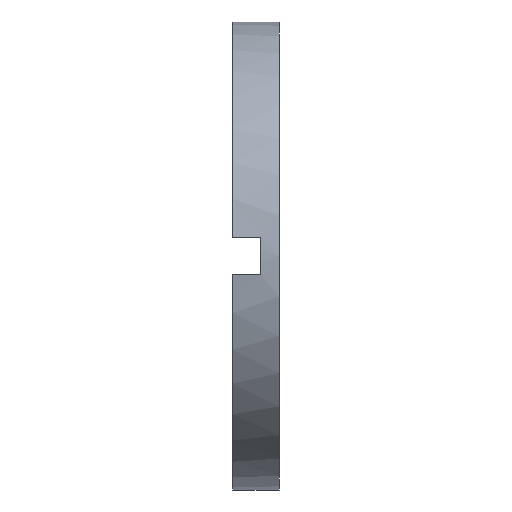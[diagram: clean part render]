
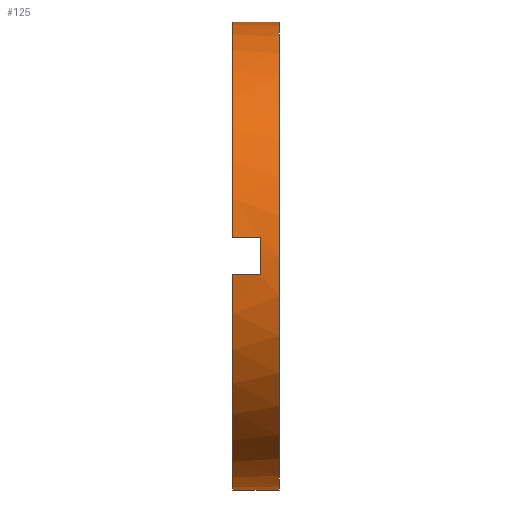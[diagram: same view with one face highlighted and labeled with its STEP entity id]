
A CAD part, left-side view. The second image highlights one B-rep face of the part: STEP entity #125.
In plain terms, the highlighted cylindrical face has radius 12.5 mm (diameter 25 mm), a partial arc.
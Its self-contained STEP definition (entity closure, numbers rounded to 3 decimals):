
#1 = VECTOR ( 'NONE', #190, 1000. ) ;
#12 = AXIS2_PLACEMENT_3D ( 'NONE', #154, #26, #266 ) ;
#17 = VERTEX_POINT ( 'NONE', #180 ) ;
#23 = VECTOR ( 'NONE', #343, 1000. ) ;
#26 = DIRECTION ( 'NONE',  ( 0., 1., 0. ) ) ;
#31 = CARTESIAN_POINT ( 'NONE',  ( 0., -4.464, 12.5 ) ) ;
#34 = CARTESIAN_POINT ( 'NONE',  ( 0., 56.261, 12.5 ) ) ;
#36 = DIRECTION ( 'NONE',  ( 0., 0., 1. ) ) ;
#44 = CARTESIAN_POINT ( 'NONE',  ( 0., -4.464, -12.5 ) ) ;
#55 = ORIENTED_EDGE ( 'NONE', *, *, #88, .T. ) ;
#80 = DIRECTION ( 'NONE',  ( 0., 1., 0. ) ) ;
#81 = CIRCLE ( 'NONE', #217, 12.5 ) ;
#84 = DIRECTION ( 'NONE',  ( 0., 0., 1. ) ) ;
#88 = EDGE_CURVE ( 'NONE', #91, #282, #377, .T. ) ;
#91 = VERTEX_POINT ( 'NONE', #100 ) ;
#97 = VERTEX_POINT ( 'NONE', #369 ) ;
#99 = AXIS2_PLACEMENT_3D ( 'NONE', #420, #123, #84 ) ;
#100 = CARTESIAN_POINT ( 'NONE',  ( -12.46, -1.964, 1. ) ) ;
#108 = ORIENTED_EDGE ( 'NONE', *, *, #364, .F. ) ;
#119 = CARTESIAN_POINT ( 'NONE',  ( 0., -3.464, 0. ) ) ;
#123 = DIRECTION ( 'NONE',  ( 0., 1., 0. ) ) ;
#125 = ADVANCED_FACE ( 'NONE', ( #223 ), #498, .T. ) ;
#130 = LINE ( 'NONE', #158, #439 ) ;
#132 = CIRCLE ( 'NONE', #390, 12.5 ) ;
#154 = CARTESIAN_POINT ( 'NONE',  ( 0., 56.261, 0. ) ) ;
#158 = CARTESIAN_POINT ( 'NONE',  ( 0., 56.261, -12.5 ) ) ;
#160 = DIRECTION ( 'NONE',  ( 0., 0., 1. ) ) ;
#164 = VECTOR ( 'NONE', #80, 1000. ) ;
#180 = CARTESIAN_POINT ( 'NONE',  ( 0., -1.964, 12.5 ) ) ;
#181 = EDGE_CURVE ( 'NONE', #315, #17, #393, .T. ) ;
#190 = DIRECTION ( 'NONE',  ( 0., -1., 0. ) ) ;
#197 = DIRECTION ( 'NONE',  ( 0., 1., 0. ) ) ;
#201 = EDGE_CURVE ( 'NONE', #323, #315, #419, .T. ) ;
#217 = AXIS2_PLACEMENT_3D ( 'NONE', #119, #197, #160 ) ;
#223 = FACE_OUTER_BOUND ( 'NONE', #506, .T. ) ;
#225 = EDGE_CURVE ( 'NONE', #323, #304, #130, .T. ) ;
#237 = ORIENTED_EDGE ( 'NONE', *, *, #301, .T. ) ;
#246 = DIRECTION ( 'NONE',  ( 0., 0., 1. ) ) ;
#258 = AXIS2_PLACEMENT_3D ( 'NONE', #376, #463, #36 ) ;
#261 = VERTEX_POINT ( 'NONE', #501 ) ;
#266 = DIRECTION ( 'NONE',  ( 0., 0., 1. ) ) ;
#267 = EDGE_CURVE ( 'NONE', #97, #282, #81, .T. ) ;
#276 = CARTESIAN_POINT ( 'NONE',  ( -12.46, 56.261, -1. ) ) ;
#282 = VERTEX_POINT ( 'NONE', #373 ) ;
#286 = ORIENTED_EDGE ( 'NONE', *, *, #356, .F. ) ;
#291 = CIRCLE ( 'NONE', #99, 12.5 ) ;
#301 = EDGE_CURVE ( 'NONE', #97, #261, #481, .T. ) ;
#304 = VERTEX_POINT ( 'NONE', #313 ) ;
#305 = DIRECTION ( 'NONE',  ( 0., 1., 0. ) ) ;
#313 = CARTESIAN_POINT ( 'NONE',  ( 0., -1.964, -12.5 ) ) ;
#315 = VERTEX_POINT ( 'NONE', #31 ) ;
#323 = VERTEX_POINT ( 'NONE', #44 ) ;
#341 = ORIENTED_EDGE ( 'NONE', *, *, #181, .T. ) ;
#343 = DIRECTION ( 'NONE',  ( 0., 1., 0. ) ) ;
#354 = CARTESIAN_POINT ( 'NONE',  ( 0., -1.964, 0. ) ) ;
#356 = EDGE_CURVE ( 'NONE', #304, #261, #291, .T. ) ;
#357 = ORIENTED_EDGE ( 'NONE', *, *, #267, .F. ) ;
#364 = EDGE_CURVE ( 'NONE', #91, #17, #132, .T. ) ;
#369 = CARTESIAN_POINT ( 'NONE',  ( -12.46, -3.464, -1. ) ) ;
#373 = CARTESIAN_POINT ( 'NONE',  ( -12.46, -3.464, 1. ) ) ;
#376 = CARTESIAN_POINT ( 'NONE',  ( 0., -4.464, 0. ) ) ;
#377 = LINE ( 'NONE', #406, #1 ) ;
#390 = AXIS2_PLACEMENT_3D ( 'NONE', #354, #425, #246 ) ;
#391 = ORIENTED_EDGE ( 'NONE', *, *, #201, .T. ) ;
#393 = LINE ( 'NONE', #34, #23 ) ;
#400 = ORIENTED_EDGE ( 'NONE', *, *, #225, .F. ) ;
#406 = CARTESIAN_POINT ( 'NONE',  ( -12.46, 56.261, 1. ) ) ;
#419 = CIRCLE ( 'NONE', #258, 12.5 ) ;
#420 = CARTESIAN_POINT ( 'NONE',  ( 0., -1.964, 0. ) ) ;
#425 = DIRECTION ( 'NONE',  ( 0., 1., 0. ) ) ;
#439 = VECTOR ( 'NONE', #305, 1000. ) ;
#463 = DIRECTION ( 'NONE',  ( 0., 1., 0. ) ) ;
#481 = LINE ( 'NONE', #276, #164 ) ;
#498 = CYLINDRICAL_SURFACE ( 'NONE', #12, 12.5 ) ;
#501 = CARTESIAN_POINT ( 'NONE',  ( -12.46, -1.964, -1. ) ) ;
#506 = EDGE_LOOP ( 'NONE', ( #400, #391, #341, #108, #55, #357, #237, #286 ) ) ;
